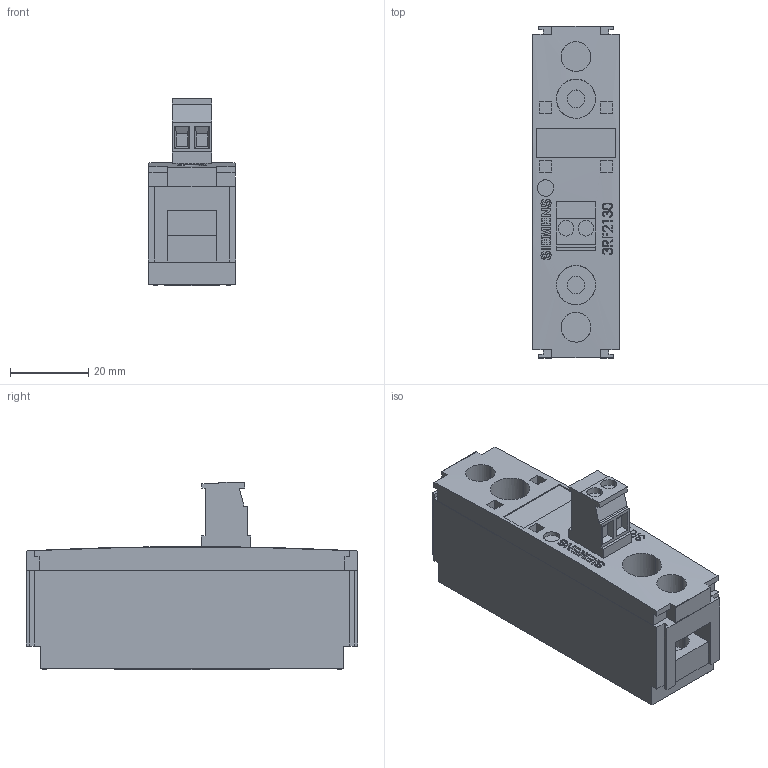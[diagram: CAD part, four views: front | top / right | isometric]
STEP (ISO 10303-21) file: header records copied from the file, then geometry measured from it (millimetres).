
FILE_DESCRIPTION (( 'STEP AP214' ), '1' );
FILE_NAME ('z_5353060_00_000_.STEP', '2006-04-10T06:34:26', ( 'Katarina Christall' ), ( 'TW' ), 'SwSTEP 2.0', 'SolidWorks 2006052', '' );
FILE_SCHEMA (( 'AUTOMOTIVE_DESIGN' ));
Length unit declared in the file: millimetre
Products named in the file (1): z_5353060_00_000_
Bounding box: 22.2 x 84.6 x 47.8 mm (x, y, z)
Volume: 52648.4 mm3; surface area: 13853.1 mm2
Topology: 1 solids, 1 shells, 354 faces, 937 edges, 626 vertices
Faces by surface type: plane 228, bspline 78, cylinder 48
Entity records: 20420 total; most frequent: CARTESIAN_POINT 8936, ORIENTED_EDGE 1874, DIRECTION 1441, EDGE_CURVE 937, VERTEX_POINT 626, VECTOR 575, LINE 575, AXIS2_PLACEMENT_3D 433
